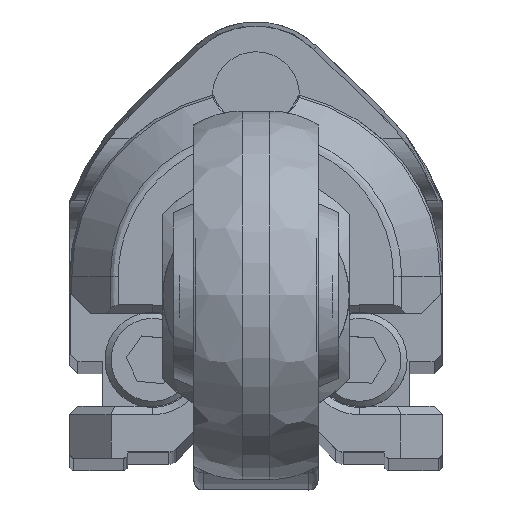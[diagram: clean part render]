
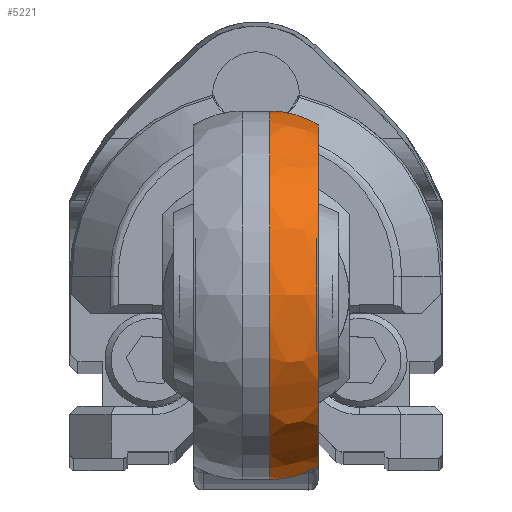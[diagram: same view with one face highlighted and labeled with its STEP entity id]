
A CAD part, top view. The second image highlights one B-rep face of the part: STEP entity #5221.
In plain terms, the highlighted free-form (B-spline) face has degree [3, 3] with [4, 7] control points.
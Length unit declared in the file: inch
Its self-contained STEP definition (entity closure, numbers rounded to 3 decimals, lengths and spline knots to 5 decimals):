
#88 = CARTESIAN_POINT ( 'NONE',  ( 0.0902, 0.31286, 8.2943 ) ) ;
#504 = CIRCLE ( 'NONE', #13278, 0.17717 ) ;
#516 = CARTESIAN_POINT ( 'NONE',  ( 0.11811, -0.35334, 8.2943 ) ) ;
#1448 = VERTEX_POINT ( 'NONE', #516 ) ;
#1630 = CARTESIAN_POINT ( 'NONE',  ( 0.11811, -0.21888, 8.61891 ) ) ;
#1702 = ORIENTED_EDGE ( 'NONE', *, *, #16695, .T. ) ;
#1844 = CARTESIAN_POINT ( 'NONE',  ( 0.05874, 0.17653, 8.64469 ) ) ;
#3066 = CARTESIAN_POINT ( 'NONE',  ( 0.02608, -0.20195, 8.2943 ) ) ;
#3935 = EDGE_CURVE ( 'NONE', #9844, #5963, #13097, .T. ) ;
#4080 = CARTESIAN_POINT ( 'NONE',  ( 0.02608, -0.02872, 8.64469 ) ) ;
#4092 = DIRECTION ( 'NONE',  ( -1., 0., 0. ) ) ;
#5034 = CARTESIAN_POINT ( 'NONE',  ( 0.0902, -0.3703, 8.2943 ) ) ;
#5060 = CARTESIAN_POINT ( 'NONE',  ( 0.02608, 0.32167, 8.2943 ) ) ;
#5221 = ADVANCED_FACE ( 'NONE', ( #18674 ), #12287, .T. ) ;
#5314 = CARTESIAN_POINT ( 'NONE',  ( 0.02608, -0.02872, 8.2943 ) ) ;
#5552 = EDGE_LOOP ( 'NONE', ( #1702, #17049, #17782, #12615 ) ) ;
#5710 = CARTESIAN_POINT ( 'NONE',  ( 0.02608, 0.14451, 8.2943 ) ) ;
#5963 = VERTEX_POINT ( 'NONE', #11294 ) ;
#6365 = CARTESIAN_POINT ( 'NONE',  ( 0.05874, 0.32167, 8.49955 ) ) ;
#7284 = CARTESIAN_POINT ( 'NONE',  ( 0.11811, -0.02872, 8.2943 ) ) ;
#7910 = CARTESIAN_POINT ( 'NONE',  ( 0.11811, -0.35334, 8.48445 ) ) ;
#8062 = CIRCLE ( 'NONE', #19435, 0.32461 ) ;
#8116 = CARTESIAN_POINT ( 'NONE',  ( 0.05874, -0.02872, 8.64469 ) ) ;
#9437 = CARTESIAN_POINT ( 'NONE',  ( 0.11811, 0.16143, 8.61891 ) ) ;
#9644 = CARTESIAN_POINT ( 'NONE',  ( 0.11811, -0.35334, 8.2943 ) ) ;
#9750 = CARTESIAN_POINT ( 'NONE',  ( 0.0902, 0.17137, 8.63588 ) ) ;
#9844 = VERTEX_POINT ( 'NONE', #5060 ) ;
#10061 = CARTESIAN_POINT ( 'NONE',  ( 0.02608, 0.17653, 8.64469 ) ) ;
#10195 = CIRCLE ( 'NONE', #16026, 0.35039 ) ;
#10258 = CARTESIAN_POINT ( 'NONE',  ( 0.02608, 0.32167, 8.49955 ) ) ;
#11130 = AXIS2_PLACEMENT_3D ( 'NONE', #5710, #15011, #13587 ) ;
#11284 = CARTESIAN_POINT ( 'NONE',  ( 0.05874, -0.37912, 8.2943 ) ) ;
#11294 = CARTESIAN_POINT ( 'NONE',  ( 0.11811, 0.29589, 8.2943 ) ) ;
#11418 = EDGE_CURVE ( 'NONE', #14778, #1448, #504, .T. ) ;
#11689 = CARTESIAN_POINT ( 'NONE',  ( 0.02608, -0.37912, 8.49955 ) ) ;
#12287 =( BOUNDED_SURFACE ( )  B_SPLINE_SURFACE ( 3, 3, ( 
 ( #17158, #17363, #9437, #15640, #1630, #7910, #9644 ),
 ( #88, #18987, #9750, #14132, #15943, #12723, #5034 ),
 ( #15843, #6365, #1844, #8116, #12922, #14334, #11284 ),
 ( #19091, #10258, #10061, #4080, #14634, #11689, #16242 ) ),
 .UNSPECIFIED., .F., .F., .F. ) 
 B_SPLINE_SURFACE_WITH_KNOTS ( ( 4, 4 ),
 ( 4, 3, 4 ),
 ( 0., 1. ),
 ( 0., 0.5, 1. ),
 .UNSPECIFIED. ) 
 GEOMETRIC_REPRESENTATION_ITEM ( )  RATIONAL_B_SPLINE_SURFACE ( (
 ( 1., 0.805, 0.805, 1., 0.805, 0.805, 1.),
 ( 0.975, 0.785, 0.785, 0.975, 0.785, 0.785, 0.975),
 ( 0.975, 0.785, 0.785, 0.975, 0.785, 0.785, 0.975),
 ( 1., 0.805, 0.805, 1., 0.805, 0.805, 1.) ) ) 
 REPRESENTATION_ITEM ( '' )  SURFACE ( )  );
#12615 = ORIENTED_EDGE ( 'NONE', *, *, #11418, .T. ) ;
#12723 = CARTESIAN_POINT ( 'NONE',  ( 0.0902, -0.3703, 8.49439 ) ) ;
#12922 = CARTESIAN_POINT ( 'NONE',  ( 0.05874, -0.23398, 8.64469 ) ) ;
#13097 = CIRCLE ( 'NONE', #11130, 0.17717 ) ;
#13278 = AXIS2_PLACEMENT_3D ( 'NONE', #3066, #18487, #18789 ) ;
#13587 = DIRECTION ( 'NONE',  ( 0.519, 0.854, 0. ) ) ;
#14034 = EDGE_CURVE ( 'NONE', #9844, #14778, #10195, .T. ) ;
#14132 = CARTESIAN_POINT ( 'NONE',  ( 0.0902, -0.02872, 8.63588 ) ) ;
#14334 = CARTESIAN_POINT ( 'NONE',  ( 0.05874, -0.37912, 8.49955 ) ) ;
#14607 = DIRECTION ( 'NONE',  ( 1., 0., 0. ) ) ;
#14634 = CARTESIAN_POINT ( 'NONE',  ( 0.02608, -0.23398, 8.64469 ) ) ;
#14778 = VERTEX_POINT ( 'NONE', #16585 ) ;
#15011 = DIRECTION ( 'NONE',  ( 0., 0., -1. ) ) ;
#15128 = DIRECTION ( 'NONE',  ( 0., 0., -1. ) ) ;
#15640 = CARTESIAN_POINT ( 'NONE',  ( 0.11811, -0.02872, 8.61891 ) ) ;
#15843 = CARTESIAN_POINT ( 'NONE',  ( 0.05874, 0.32167, 8.2943 ) ) ;
#15943 = CARTESIAN_POINT ( 'NONE',  ( 0.0902, -0.22882, 8.63588 ) ) ;
#16026 = AXIS2_PLACEMENT_3D ( 'NONE', #5314, #14607, #16508 ) ;
#16242 = CARTESIAN_POINT ( 'NONE',  ( 0.02608, -0.37912, 8.2943 ) ) ;
#16508 = DIRECTION ( 'NONE',  ( 0., 0., -1. ) ) ;
#16585 = CARTESIAN_POINT ( 'NONE',  ( 0.02608, -0.37912, 8.2943 ) ) ;
#16695 = EDGE_CURVE ( 'NONE', #1448, #5963, #8062, .T. ) ;
#17049 = ORIENTED_EDGE ( 'NONE', *, *, #3935, .F. ) ;
#17158 = CARTESIAN_POINT ( 'NONE',  ( 0.11811, 0.29589, 8.2943 ) ) ;
#17363 = CARTESIAN_POINT ( 'NONE',  ( 0.11811, 0.29589, 8.48445 ) ) ;
#17782 = ORIENTED_EDGE ( 'NONE', *, *, #14034, .T. ) ;
#18487 = DIRECTION ( 'NONE',  ( 0., 0., 1. ) ) ;
#18674 = FACE_OUTER_BOUND ( 'NONE', #5552, .T. ) ;
#18789 = DIRECTION ( 'NONE',  ( 0., -1., 0. ) ) ;
#18987 = CARTESIAN_POINT ( 'NONE',  ( 0.0902, 0.31286, 8.49439 ) ) ;
#19091 = CARTESIAN_POINT ( 'NONE',  ( 0.02608, 0.32167, 8.2943 ) ) ;
#19435 = AXIS2_PLACEMENT_3D ( 'NONE', #7284, #4092, #15128 ) ;
